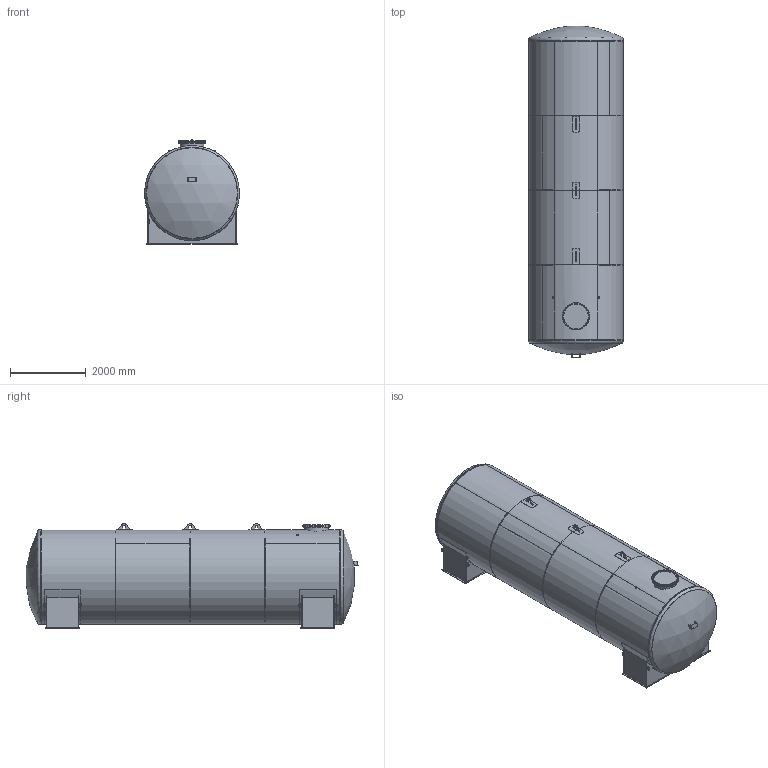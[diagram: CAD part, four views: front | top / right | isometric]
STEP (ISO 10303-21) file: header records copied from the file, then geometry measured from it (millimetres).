
FILE_DESCRIPTION(/* description */ (''),/* implementation_level */ '2;1');
FILE_NAME(/* name */ 'dh3c_cad-101260_202208.stp',/* time_stamp */ '2022-09-05T16:05:08+02:00',/* author */ ('mh'),/* organization */ (''),/* preprocessor_version */ 'ST-DEVELOPER v18.1',/* originating_system */ 'Autodesk Inventor 2022',/* authorisation */ '');
FILE_SCHEMA (('AUTOMOTIVE_DESIGN { 1 0 10303 214 3 1 1 }'));
Length unit declared in the file: millimetre
Products named in the file (1): Bauteil12
Bounding box: 2510 x 8786.5 x 2764 mm (x, y, z)
Surface area: 312281685.9 mm2 (no closed solid volume)
Topology: 0 solids, 141 shells, 1576 faces, 3373 edges, 2148 vertices
Faces by surface type: plane 886, cone 352, cylinder 310, bspline 12, sphere 8, torus 8
Full cylindrical faces by diameter (mm): 13.835 x32, 16 x32, 17 x32, 18 x64, 22.49 x32, 30 x32, 30.291 x2, 39.5 x2, 580 x1, 600 x2, 630 x1, 660 x1, 720 x2, 2486 x6, 2500 x8, 2510 x2
Entity records: 44536 total; most frequent: CARTESIAN_POINT 9894, ORIENTED_EDGE 6746, DIRECTION 6727, EDGE_CURVE 3373, AXIS2_PLACEMENT_3D 2603, VERTEX_POINT 2148, EDGE_LOOP 1911, FACE_OUTER_BOUND 1576
